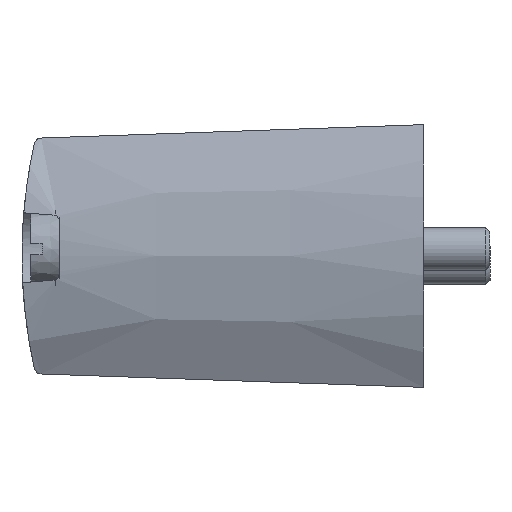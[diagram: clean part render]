
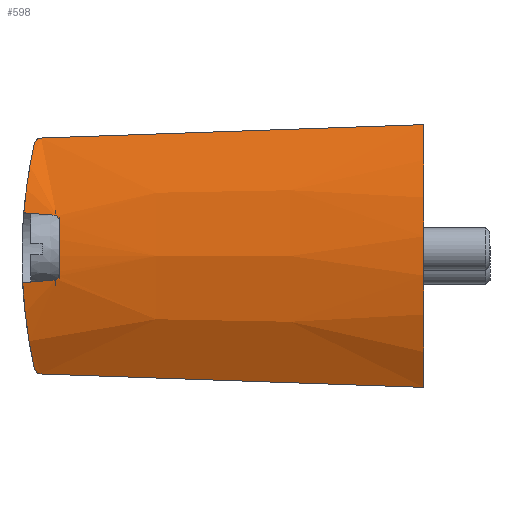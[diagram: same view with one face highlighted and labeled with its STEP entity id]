
A CAD part, left-side view. The second image highlights one B-rep face of the part: STEP entity #598.
In plain terms, the highlighted conical face has half-angle 4 degrees and reference radius 16.042 mm.
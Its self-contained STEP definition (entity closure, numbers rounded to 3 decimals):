
#59=CIRCLE('',#664,18.);
#60=CIRCLE('',#665,16.224);
#81=CONICAL_SURFACE('',#663,16.042,0.07);
#173=ORIENTED_EDGE('',*,*,#337,.F.);
#174=ORIENTED_EDGE('',*,*,#322,.F.);
#175=ORIENTED_EDGE('',*,*,#338,.F.);
#176=ORIENTED_EDGE('',*,*,#339,.F.);
#177=ORIENTED_EDGE('',*,*,#340,.F.);
#178=ORIENTED_EDGE('',*,*,#341,.F.);
#179=ORIENTED_EDGE('',*,*,#342,.F.);
#180=ORIENTED_EDGE('',*,*,#324,.F.);
#181=ORIENTED_EDGE('',*,*,#343,.F.);
#182=ORIENTED_EDGE('',*,*,#344,.T.);
#183=ORIENTED_EDGE('',*,*,#345,.F.);
#184=ORIENTED_EDGE('',*,*,#346,.T.);
#322=EDGE_CURVE('',#405,#406,#463,.T.);
#324=EDGE_CURVE('',#407,#408,#465,.T.);
#337=EDGE_CURVE('',#406,#418,#475,.T.);
#338=EDGE_CURVE('',#419,#405,#476,.T.);
#339=EDGE_CURVE('',#420,#419,#477,.T.);
#340=EDGE_CURVE('',#421,#420,#59,.T.);
#341=EDGE_CURVE('',#422,#421,#478,.T.);
#342=EDGE_CURVE('',#408,#422,#479,.T.);
#343=EDGE_CURVE('',#423,#407,#480,.T.);
#344=EDGE_CURVE('',#423,#424,#481,.T.);
#345=EDGE_CURVE('',#425,#424,#60,.T.);
#346=EDGE_CURVE('',#425,#418,#482,.T.);
#405=VERTEX_POINT('',#905);
#406=VERTEX_POINT('',#911);
#407=VERTEX_POINT('',#923);
#408=VERTEX_POINT('',#928);
#418=VERTEX_POINT('',#986);
#419=VERTEX_POINT('',#991);
#420=VERTEX_POINT('',#996);
#421=VERTEX_POINT('',#998);
#422=VERTEX_POINT('',#1003);
#423=VERTEX_POINT('',#1012);
#424=VERTEX_POINT('',#1018);
#425=VERTEX_POINT('',#1020);
#463=B_SPLINE_CURVE_WITH_KNOTS('',3,(#906,#907,#908,#909,#910),
 .UNSPECIFIED.,.F.,.F.,(4,1,4),(0.,0.003,0.006),
 .UNSPECIFIED.);
#465=B_SPLINE_CURVE_WITH_KNOTS('',3,(#924,#925,#926,#927),.UNSPECIFIED.,
 .F.,.F.,(4,4),(0.011,0.016),.UNSPECIFIED.);
#475=B_SPLINE_CURVE_WITH_KNOTS('',3,(#982,#983,#984,#985),.UNSPECIFIED.,
 .F.,.F.,(4,4),(0.,0.002),.UNSPECIFIED.);
#476=B_SPLINE_CURVE_WITH_KNOTS('',3,(#987,#988,#989,#990),.UNSPECIFIED.,
 .F.,.F.,(4,4),(0.,0.001),.UNSPECIFIED.);
#477=B_SPLINE_CURVE_WITH_KNOTS('',3,(#992,#993,#994,#995),.UNSPECIFIED.,
 .F.,.F.,(4,4),(0.,0.027),.UNSPECIFIED.);
#478=B_SPLINE_CURVE_WITH_KNOTS('',3,(#999,#1000,#1001,#1002),
 .UNSPECIFIED.,.F.,.F.,(4,4),(0.,0.027),
 .UNSPECIFIED.);
#479=B_SPLINE_CURVE_WITH_KNOTS('',3,(#1004,#1005,#1006,#1007),
 .UNSPECIFIED.,.F.,.F.,(4,4),(0.,0.001),
 .UNSPECIFIED.);
#480=B_SPLINE_CURVE_WITH_KNOTS('',3,(#1008,#1009,#1010,#1011),
 .UNSPECIFIED.,.F.,.F.,(4,4),(0.,0.002),
 .UNSPECIFIED.);
#481=B_SPLINE_CURVE_WITH_KNOTS('',3,(#1013,#1014,#1015,#1016,#1017),
 .UNSPECIFIED.,.F.,.F.,(4,1,4),(0.,0.,0.001),
 .UNSPECIFIED.);
#482=B_SPLINE_CURVE_WITH_KNOTS('',3,(#1021,#1022,#1023,#1024,#1025),
 .UNSPECIFIED.,.F.,.F.,(4,1,4),(0.001,0.001,
0.002),.UNSPECIFIED.);
#489=EDGE_LOOP('',(#173,#174,#175,#176,#177,#178,#179,#180,#181,#182,#183,
#184));
#539=FACE_BOUND('',#489,.T.);
#598=ADVANCED_FACE('',(#539),#81,.T.);
#663=AXIS2_PLACEMENT_3D('',#981,#734,#735);
#664=AXIS2_PLACEMENT_3D('',#997,#736,#737);
#665=AXIS2_PLACEMENT_3D('',#1019,#738,#739);
#734=DIRECTION('',(0.,-1.,0.));
#735=DIRECTION('',(0.,0.,-1.));
#736=DIRECTION('',(0.,-1.,0.));
#737=DIRECTION('',(0.,0.,-1.));
#738=DIRECTION('',(0.,1.,0.));
#739=DIRECTION('',(0.,0.,1.));
#905=CARTESIAN_POINT('',(43.572,27.139,7.828));
#906=CARTESIAN_POINT('',(43.572,27.139,7.828));
#907=CARTESIAN_POINT('',(44.068,27.344,6.906));
#908=CARTESIAN_POINT('',(44.875,27.695,4.994));
#909=CARTESIAN_POINT('',(45.319,27.898,2.906));
#910=CARTESIAN_POINT('',(45.438,27.952,1.857));
#911=CARTESIAN_POINT('',(45.438,27.952,1.857));
#923=CARTESIAN_POINT('',(45.266,27.874,-3.008));
#924=CARTESIAN_POINT('',(45.266,27.874,-3.008));
#925=CARTESIAN_POINT('',(44.953,27.732,-4.706));
#926=CARTESIAN_POINT('',(44.382,27.474,-6.323));
#927=CARTESIAN_POINT('',(43.572,27.139,-7.828));
#928=CARTESIAN_POINT('',(43.572,27.139,-7.828));
#981=CARTESIAN_POINT('',(29.5,28.,0.));
#982=CARTESIAN_POINT('',(45.438,27.952,1.857));
#983=CARTESIAN_POINT('',(45.497,27.201,1.801));
#984=CARTESIAN_POINT('',(45.557,26.45,1.74));
#985=CARTESIAN_POINT('',(45.616,25.7,1.674));
#986=CARTESIAN_POINT('',(45.616,25.7,1.674));
#987=CARTESIAN_POINT('',(43.385,26.668,8.219));
#988=CARTESIAN_POINT('',(43.371,26.901,8.211));
#989=CARTESIAN_POINT('',(43.463,27.094,8.029));
#990=CARTESIAN_POINT('',(43.572,27.139,7.828));
#991=CARTESIAN_POINT('',(43.385,26.668,8.219));
#992=CARTESIAN_POINT('',(45.001,0.,9.15));
#993=CARTESIAN_POINT('',(44.462,8.889,8.84));
#994=CARTESIAN_POINT('',(43.924,17.779,8.529));
#995=CARTESIAN_POINT('',(43.385,26.668,8.219));
#996=CARTESIAN_POINT('',(45.001,0.,9.15));
#997=CARTESIAN_POINT('',(29.5,0.,0.));
#998=CARTESIAN_POINT('',(45.001,0.,-9.15));
#999=CARTESIAN_POINT('',(43.385,26.668,-8.219));
#1000=CARTESIAN_POINT('',(43.924,17.779,-8.529));
#1001=CARTESIAN_POINT('',(44.462,8.889,-8.84));
#1002=CARTESIAN_POINT('',(45.001,0.,-9.15));
#1003=CARTESIAN_POINT('',(43.385,26.668,-8.219));
#1004=CARTESIAN_POINT('',(43.572,27.139,-7.828));
#1005=CARTESIAN_POINT('',(43.463,27.094,-8.029));
#1006=CARTESIAN_POINT('',(43.371,26.902,-8.211));
#1007=CARTESIAN_POINT('',(43.385,26.668,-8.219));
#1008=CARTESIAN_POINT('',(45.451,25.7,-2.844));
#1009=CARTESIAN_POINT('',(45.389,26.424,-2.904));
#1010=CARTESIAN_POINT('',(45.328,27.149,-2.958));
#1011=CARTESIAN_POINT('',(45.266,27.874,-3.008));
#1012=CARTESIAN_POINT('',(45.451,25.7,-2.844));
#1013=CARTESIAN_POINT('',(45.451,25.7,-2.844));
#1014=CARTESIAN_POINT('',(45.462,25.579,-2.834));
#1015=CARTESIAN_POINT('',(45.512,25.426,-2.611));
#1016=CARTESIAN_POINT('',(45.549,25.4,-2.38));
#1017=CARTESIAN_POINT('',(45.565,25.4,-2.263));
#1018=CARTESIAN_POINT('',(45.565,25.4,-2.263));
#1019=CARTESIAN_POINT('',(29.5,25.4,0.));
#1020=CARTESIAN_POINT('',(45.687,25.4,1.086));
#1021=CARTESIAN_POINT('',(45.687,25.4,1.086));
#1022=CARTESIAN_POINT('',(45.68,25.4,1.204));
#1023=CARTESIAN_POINT('',(45.66,25.426,1.438));
#1024=CARTESIAN_POINT('',(45.626,25.579,1.663));
#1025=CARTESIAN_POINT('',(45.616,25.7,1.674));
